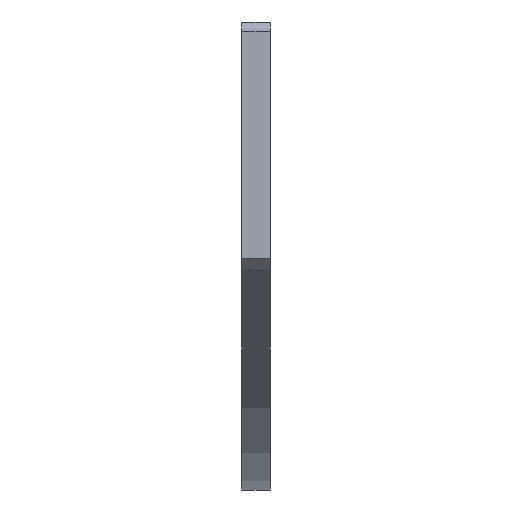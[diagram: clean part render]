
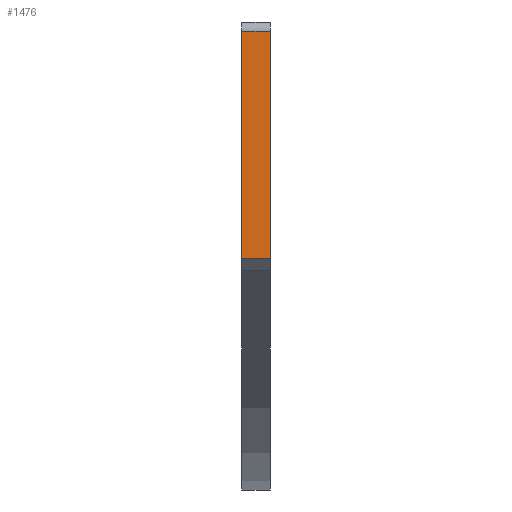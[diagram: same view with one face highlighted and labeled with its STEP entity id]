
A CAD part, front view. The second image highlights one B-rep face of the part: STEP entity #1476.
In plain terms, the highlighted planar face has unit normal (0, -1, 0).
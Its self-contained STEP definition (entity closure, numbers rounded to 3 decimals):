
#1449=AXIS2_PLACEMENT_3D('Plane Axis2P3D',#1446,#1447,#1448) ;
#112=CARTESIAN_POINT('Vertex',(6.,-205.,-0.503)) ;
#117=CARTESIAN_POINT('Line Origine',(3.,-205.,-0.503)) ;
#121=CARTESIAN_POINT('Vertex',(0.,-205.,-0.503)) ;
#1446=CARTESIAN_POINT('Axis2P3D Location',(0.,-205.,30.)) ;
#1451=CARTESIAN_POINT('Line Origine',(3.,-205.,48.)) ;
#1455=CARTESIAN_POINT('Vertex',(0.,-205.,48.)) ;
#1457=CARTESIAN_POINT('Vertex',(6.,-205.,48.)) ;
#1460=CARTESIAN_POINT('Line Origine',(0.,-205.,23.749)) ;
#1465=CARTESIAN_POINT('Line Origine',(6.,-205.,23.749)) ;
#118=DIRECTION('Vector Direction',(1.,0.,0.)) ;
#1447=DIRECTION('Axis2P3D Direction',(0.,1.,0.)) ;
#1448=DIRECTION('Axis2P3D XDirection',(0.,0.,1.)) ;
#1452=DIRECTION('Vector Direction',(1.,0.,0.)) ;
#1461=DIRECTION('Vector Direction',(0.,0.,1.)) ;
#1466=DIRECTION('Vector Direction',(0.,0.,1.)) ;
#119=VECTOR('Line Direction',#118,1.) ;
#1453=VECTOR('Line Direction',#1452,1.) ;
#1462=VECTOR('Line Direction',#1461,1.) ;
#1467=VECTOR('Line Direction',#1466,1.) ;
#1471=ORIENTED_EDGE('',*,*,#1459,.F.) ;
#1472=ORIENTED_EDGE('',*,*,#1464,.T.) ;
#1473=ORIENTED_EDGE('',*,*,#123,.T.) ;
#1474=ORIENTED_EDGE('',*,*,#1469,.F.) ;
#1476=ADVANCED_FACE('SUPORTE',(#1475),#1450,.F.) ;
#123=EDGE_CURVE('',#122,#113,#120,.T.) ;
#1459=EDGE_CURVE('',#1456,#1458,#1454,.T.) ;
#1464=EDGE_CURVE('',#1456,#122,#1463,.F.) ;
#1469=EDGE_CURVE('',#1458,#113,#1468,.F.) ;
#1470=EDGE_LOOP('',(#1471,#1472,#1473,#1474)) ;
#1475=FACE_OUTER_BOUND('',#1470,.T.) ;
#120=LINE('Line',#117,#119) ;
#1454=LINE('Line',#1451,#1453) ;
#1463=LINE('Line',#1460,#1462) ;
#1468=LINE('Line',#1465,#1467) ;
#1450=PLANE('',#1449) ;
#113=VERTEX_POINT('',#112) ;
#122=VERTEX_POINT('',#121) ;
#1456=VERTEX_POINT('',#1455) ;
#1458=VERTEX_POINT('',#1457) ;
